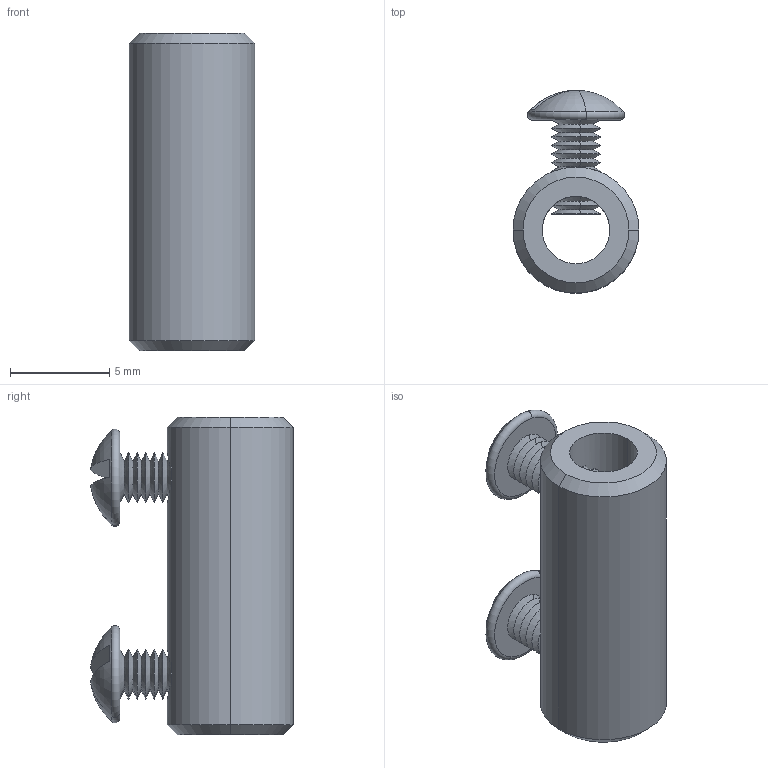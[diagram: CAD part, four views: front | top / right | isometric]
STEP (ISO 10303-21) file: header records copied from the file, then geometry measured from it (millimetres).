
FILE_DESCRIPTION (( 'STEP AP203' ), '1' );
FILE_NAME ('A0725-4-CN.STEP', '2020-09-25T12:36:22', ( '' ), ( '' ), 'SwSTEP 2.0', 'SolidWorks 2020', '' );
FILE_SCHEMA (( 'CONFIG_CONTROL_DESIGN' ));
Length unit declared in the file: inch
Products named in the file (1): A0725-4-CN
Bounding box: 6.35 x 10.22 x 16 mm (x, y, z)
Volume: 407.4 mm3; surface area: 783.6 mm2
Topology: 3 solids, 3 shells, 156 faces, 324 edges, 176 vertices
Faces by surface type: cone 132, plane 12, torus 8, cylinder 4
Entity records: 4307 total; most frequent: CARTESIAN_POINT 893, DIRECTION 766, ORIENTED_EDGE 648, EDGE_CURVE 324, AXIS2_PLACEMENT_3D 317, VERTEX_POINT 176, EDGE_LOOP 164, CIRCLE 160
